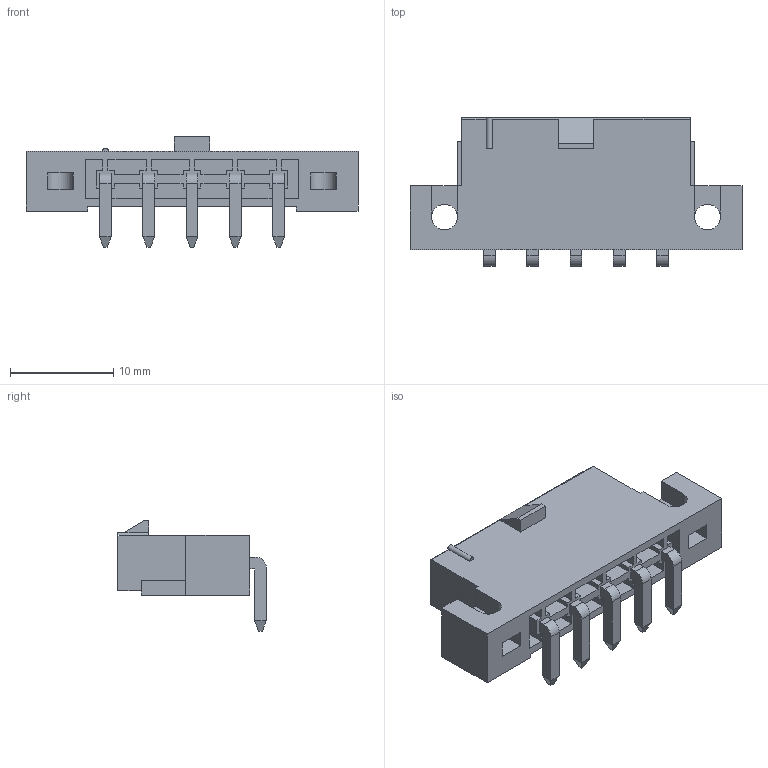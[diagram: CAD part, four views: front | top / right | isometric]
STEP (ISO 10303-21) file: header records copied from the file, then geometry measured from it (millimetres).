
FILE_DESCRIPTION(/* description */ ('Unknown'),/* implementation_level */ '2;1');
FILE_NAME(/* name */ 'J_Wurth_WR-MPC4_64900511022',/* time_stamp */ '2025-06-18T17:31:25+08:00',/* author */ ('Unknown'),/* organization */ ('Unknown'),/* preprocessor_version */ 'ST-DEVELOPER v19.4',/* originating_system */ 'Solid Edge',/* authorisation */ 'Unknown');
FILE_SCHEMA (('AUTOMOTIVE_DESIGN {1 0 10303 214 3 1 1}'));
Length unit declared in the file: millimetre
Products named in the file (2): J_Wurth_WR-MPC4_64900511022
Assembly tree (1 placements, depth 2):
  J_Wurth_WR-MPC4_64900511022
    J_Wurth_WR-MPC4_64900511022
Bounding box: 32.2 x 14.42 x 10.7 mm (x, y, z)
Volume: 1119 mm3; surface area: 2522.5 mm2
Topology: 1 solids, 1 shells, 279 faces, 708 edges, 450 vertices
Faces by surface type: plane 267, cylinder 12
Entity records: 10170 total; most frequent: CARTESIAN_POINT 1439, ORIENTED_EDGE 1416, DIRECTION 1294, EDGE_CURVE 708, LINE 684, VECTOR 684, VERTEX_POINT 450, EDGE_LOOP 306
